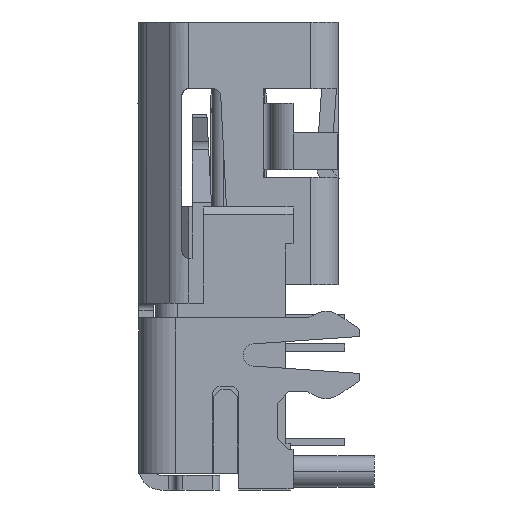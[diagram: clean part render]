
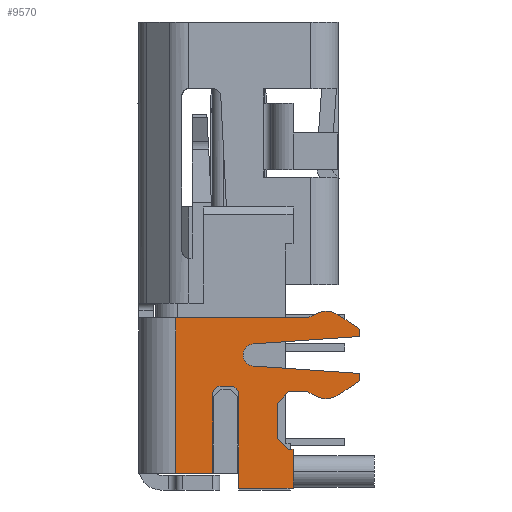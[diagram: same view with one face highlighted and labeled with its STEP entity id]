
A CAD part, left-side view. The second image highlights one B-rep face of the part: STEP entity #9570.
In plain terms, the highlighted planar face has unit normal (-1, 0, 0).
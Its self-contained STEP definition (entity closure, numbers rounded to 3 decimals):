
#903=DIRECTION('',(0.,1.,0.));
#904=VECTOR('',#903,3.57);
#905=CARTESIAN_POINT('',(-5.7,-1.87,-8.));
#906=LINE('',#905,#904);
#1151=DIRECTION('',(0.,-1.,0.));
#1152=VECTOR('',#1151,1.);
#1153=CARTESIAN_POINT('',(-5.7,1.7,-12.2));
#1154=LINE('',#1153,#1152);
#1155=DIRECTION('',(0.,-0.893,0.45));
#1156=VECTOR('',#1155,0.258);
#1157=CARTESIAN_POINT('',(-5.7,-1.87,-8.));
#1158=LINE('',#1157,#1156);
#1159=CARTESIAN_POINT('',(-5.7,-2.37,-8.42));
#1160=DIRECTION('',(1.,0.,0.));
#1161=DIRECTION('',(0.,0.45,0.893));
#1162=AXIS2_PLACEMENT_3D('',#1159,#1160,#1161);
#1164=DIRECTION('',(0.,-0.831,-0.556));
#1165=VECTOR('',#1164,0.681);
#1166=CARTESIAN_POINT('',(-5.7,-2.703,-7.921));
#1167=LINE('',#1166,#1165);
#1168=DIRECTION('',(0.,0.,-1.));
#1169=VECTOR('',#1168,0.2);
#1170=CARTESIAN_POINT('',(-5.7,-3.27,-8.3));
#1171=LINE('',#1170,#1169);
#1172=DIRECTION('',(0.,0.998,-0.07));
#1173=VECTOR('',#1172,2.878);
#1174=CARTESIAN_POINT('',(-5.7,-3.27,-8.5));
#1175=LINE('',#1174,#1173);
#1176=CARTESIAN_POINT('',(-5.7,-0.42,-9.));
#1177=DIRECTION('',(-1.,0.,0.));
#1178=DIRECTION('',(0.,0.07,0.998));
#1179=AXIS2_PLACEMENT_3D('',#1176,#1177,#1178);
#1181=DIRECTION('',(0.,-0.998,-0.07));
#1182=VECTOR('',#1181,2.878);
#1183=CARTESIAN_POINT('',(-5.7,-0.399,-9.299));
#1184=LINE('',#1183,#1182);
#1185=DIRECTION('',(0.,0.,-1.));
#1186=VECTOR('',#1185,0.2);
#1187=CARTESIAN_POINT('',(-5.7,-3.27,-9.5));
#1188=LINE('',#1187,#1186);
#1189=DIRECTION('',(0.,0.831,-0.556));
#1190=VECTOR('',#1189,0.681);
#1191=CARTESIAN_POINT('',(-5.7,-3.27,-9.7));
#1192=LINE('',#1191,#1190);
#1193=CARTESIAN_POINT('',(-5.7,-2.37,-9.58));
#1194=DIRECTION('',(1.,0.,0.));
#1195=DIRECTION('',(0.,-0.556,-0.831));
#1196=AXIS2_PLACEMENT_3D('',#1193,#1194,#1195);
#1198=DIRECTION('',(0.,0.893,0.45));
#1199=VECTOR('',#1198,0.258);
#1200=CARTESIAN_POINT('',(-5.7,-2.1,-10.116));
#1201=LINE('',#1200,#1199);
#1202=DIRECTION('',(0.,1.,0.));
#1203=VECTOR('',#1202,0.52);
#1204=CARTESIAN_POINT('',(-5.7,-1.87,-10.));
#1205=LINE('',#1204,#1203);
#1206=DIRECTION('',(0.,0.707,-0.707));
#1207=VECTOR('',#1206,0.424);
#1208=CARTESIAN_POINT('',(-5.7,-1.35,-10.));
#1209=LINE('',#1208,#1207);
#1210=DIRECTION('',(0.,0.,-1.));
#1211=VECTOR('',#1210,0.95);
#1212=CARTESIAN_POINT('',(-5.7,-1.05,-10.3));
#1213=LINE('',#1212,#1211);
#1214=DIRECTION('',(0.,-0.707,-0.707));
#1215=VECTOR('',#1214,0.424);
#1216=CARTESIAN_POINT('',(-5.7,-1.05,-11.25));
#1217=LINE('',#1216,#1215);
#1218=DIRECTION('',(0.,-1.,0.));
#1219=VECTOR('',#1218,0.12);
#1220=CARTESIAN_POINT('',(-5.7,-1.35,-11.55));
#1221=LINE('',#1220,#1219);
#1222=DIRECTION('',(0.,0.,-1.));
#1223=VECTOR('',#1222,1.05);
#1224=CARTESIAN_POINT('',(-5.7,-1.47,-11.55));
#1225=LINE('',#1224,#1223);
#1226=DIRECTION('',(0.,0.,1.));
#1227=VECTOR('',#1226,2.55);
#1228=CARTESIAN_POINT('',(-5.7,0.,-12.6));
#1229=LINE('',#1228,#1227);
#1230=CARTESIAN_POINT('',(-5.7,0.2,-10.05));
#1231=DIRECTION('',(1.,0.,0.));
#1232=DIRECTION('',(0.,0.,1.));
#1233=AXIS2_PLACEMENT_3D('',#1230,#1231,#1232);
#1235=DIRECTION('',(0.,-1.,0.));
#1236=VECTOR('',#1235,0.3);
#1237=CARTESIAN_POINT('',(-5.7,0.5,-9.85));
#1238=LINE('',#1237,#1236);
#1239=CARTESIAN_POINT('',(-5.7,0.5,-10.05));
#1240=DIRECTION('',(1.,0.,0.));
#1241=DIRECTION('',(0.,1.,0.));
#1242=AXIS2_PLACEMENT_3D('',#1239,#1240,#1241);
#1244=DIRECTION('',(0.,0.,1.));
#1245=VECTOR('',#1244,2.15);
#1246=CARTESIAN_POINT('',(-5.7,0.7,-12.2));
#1247=LINE('',#1246,#1245);
#1253=DIRECTION('',(0.,0.,-1.));
#1254=VECTOR('',#1253,4.2);
#1255=CARTESIAN_POINT('',(-5.7,1.7,-8.));
#1256=LINE('',#1255,#1254);
#1341=DIRECTION('',(0.,-1.,0.));
#1342=VECTOR('',#1341,1.47);
#1343=CARTESIAN_POINT('',(-5.7,0.,-12.6));
#1344=LINE('',#1343,#1342);
#6520=CARTESIAN_POINT('',(-5.7,1.7,-8.));
#6522=VERTEX_POINT('',#6520);
#6612=CARTESIAN_POINT('',(-5.7,-1.87,-8.));
#6613=CARTESIAN_POINT('',(-5.7,-2.1,-7.884));
#6614=VERTEX_POINT('',#6612);
#6615=VERTEX_POINT('',#6613);
#6616=CARTESIAN_POINT('',(-5.7,-2.703,-7.921));
#6617=VERTEX_POINT('',#6616);
#6618=CARTESIAN_POINT('',(-5.7,-3.27,-8.3));
#6619=VERTEX_POINT('',#6618);
#6620=CARTESIAN_POINT('',(-5.7,-3.27,-8.5));
#6621=VERTEX_POINT('',#6620);
#6622=CARTESIAN_POINT('',(-5.7,-0.399,-8.701));
#6623=VERTEX_POINT('',#6622);
#6624=CARTESIAN_POINT('',(-5.7,-0.399,-9.299));
#6625=VERTEX_POINT('',#6624);
#6626=CARTESIAN_POINT('',(-5.7,-3.27,-9.5));
#6627=VERTEX_POINT('',#6626);
#6628=CARTESIAN_POINT('',(-5.7,-3.27,-9.7));
#6629=VERTEX_POINT('',#6628);
#6630=CARTESIAN_POINT('',(-5.7,-2.703,-10.079));
#6631=VERTEX_POINT('',#6630);
#6632=CARTESIAN_POINT('',(-5.7,-2.1,-10.116));
#6633=VERTEX_POINT('',#6632);
#6634=CARTESIAN_POINT('',(-5.7,-1.87,-10.));
#6635=VERTEX_POINT('',#6634);
#6636=CARTESIAN_POINT('',(-5.7,-1.35,-10.));
#6637=VERTEX_POINT('',#6636);
#6638=CARTESIAN_POINT('',(-5.7,-1.05,-10.3));
#6639=VERTEX_POINT('',#6638);
#6640=CARTESIAN_POINT('',(-5.7,-1.05,-11.25));
#6641=VERTEX_POINT('',#6640);
#6642=CARTESIAN_POINT('',(-5.7,-1.35,-11.55));
#6643=VERTEX_POINT('',#6642);
#6644=CARTESIAN_POINT('',(-5.7,-1.47,-11.55));
#6645=VERTEX_POINT('',#6644);
#6646=CARTESIAN_POINT('',(-5.7,-1.47,-12.6));
#6647=VERTEX_POINT('',#6646);
#6727=CARTESIAN_POINT('',(-5.7,0.,-12.6));
#6729=VERTEX_POINT('',#6727);
#6744=CARTESIAN_POINT('',(-5.7,1.7,-12.2));
#6745=CARTESIAN_POINT('',(-5.7,0.7,-12.2));
#6746=VERTEX_POINT('',#6744);
#6747=VERTEX_POINT('',#6745);
#6748=CARTESIAN_POINT('',(-5.7,0.7,-10.05));
#6749=VERTEX_POINT('',#6748);
#6750=CARTESIAN_POINT('',(-5.7,0.5,-9.85));
#6751=VERTEX_POINT('',#6750);
#6752=CARTESIAN_POINT('',(-5.7,0.2,-9.85));
#6753=VERTEX_POINT('',#6752);
#6754=CARTESIAN_POINT('',(-5.7,0.,-10.05));
#6755=VERTEX_POINT('',#6754);
#9515=CARTESIAN_POINT('',(-5.7,0.,-8.));
#9516=DIRECTION('',(-1.,0.,0.));
#9517=DIRECTION('',(0.,1.,0.));
#9518=AXIS2_PLACEMENT_3D('',#9515,#9516,#9517);
#9519=PLANE('',#9518);
#9520=ORIENTED_EDGE('',*,*,#9275,.F.);
#9522=ORIENTED_EDGE('',*,*,#9521,.F.);
#9523=ORIENTED_EDGE('',*,*,#9330,.F.);
#9525=ORIENTED_EDGE('',*,*,#9524,.T.);
#9527=ORIENTED_EDGE('',*,*,#9526,.T.);
#9529=ORIENTED_EDGE('',*,*,#9528,.T.);
#9531=ORIENTED_EDGE('',*,*,#9530,.T.);
#9533=ORIENTED_EDGE('',*,*,#9532,.T.);
#9535=ORIENTED_EDGE('',*,*,#9534,.T.);
#9537=ORIENTED_EDGE('',*,*,#9536,.T.);
#9539=ORIENTED_EDGE('',*,*,#9538,.T.);
#9541=ORIENTED_EDGE('',*,*,#9540,.T.);
#9543=ORIENTED_EDGE('',*,*,#9542,.T.);
#9545=ORIENTED_EDGE('',*,*,#9544,.T.);
#9547=ORIENTED_EDGE('',*,*,#9546,.T.);
#9549=ORIENTED_EDGE('',*,*,#9548,.T.);
#9551=ORIENTED_EDGE('',*,*,#9550,.T.);
#9553=ORIENTED_EDGE('',*,*,#9552,.T.);
#9555=ORIENTED_EDGE('',*,*,#9554,.T.);
#9557=ORIENTED_EDGE('',*,*,#9556,.T.);
#9559=ORIENTED_EDGE('',*,*,#9558,.F.);
#9561=ORIENTED_EDGE('',*,*,#9560,.T.);
#9563=ORIENTED_EDGE('',*,*,#9562,.F.);
#9565=ORIENTED_EDGE('',*,*,#9564,.F.);
#9566=ORIENTED_EDGE('',*,*,#9494,.F.);
#9567=ORIENTED_EDGE('',*,*,#9409,.F.);
#9568=EDGE_LOOP('',(#9520,#9522,#9523,#9525,#9527,#9529,#9531,#9533,#9535,#9537,
#9539,#9541,#9543,#9545,#9547,#9549,#9551,#9553,#9555,#9557,#9559,#9561,#9563,
#9565,#9566,#9567));
#9569=FACE_OUTER_BOUND('',#9568,.F.);
#1163=CIRCLE('',#1162,0.6);
#1180=CIRCLE('',#1179,0.3);
#1197=CIRCLE('',#1196,0.6);
#1234=CIRCLE('',#1233,0.2);
#1243=CIRCLE('',#1242,0.2);
#9275=EDGE_CURVE('',#6746,#6747,#1154,.T.);
#9330=EDGE_CURVE('',#6614,#6522,#906,.T.);
#9409=EDGE_CURVE('',#6747,#6749,#1247,.T.);
#9494=EDGE_CURVE('',#6749,#6751,#1243,.T.);
#9521=EDGE_CURVE('',#6522,#6746,#1256,.T.);
#9524=EDGE_CURVE('',#6614,#6615,#1158,.T.);
#9526=EDGE_CURVE('',#6615,#6617,#1163,.T.);
#9528=EDGE_CURVE('',#6617,#6619,#1167,.T.);
#9530=EDGE_CURVE('',#6619,#6621,#1171,.T.);
#9532=EDGE_CURVE('',#6621,#6623,#1175,.T.);
#9534=EDGE_CURVE('',#6623,#6625,#1180,.T.);
#9536=EDGE_CURVE('',#6625,#6627,#1184,.T.);
#9538=EDGE_CURVE('',#6627,#6629,#1188,.T.);
#9540=EDGE_CURVE('',#6629,#6631,#1192,.T.);
#9542=EDGE_CURVE('',#6631,#6633,#1197,.T.);
#9544=EDGE_CURVE('',#6633,#6635,#1201,.T.);
#9546=EDGE_CURVE('',#6635,#6637,#1205,.T.);
#9548=EDGE_CURVE('',#6637,#6639,#1209,.T.);
#9550=EDGE_CURVE('',#6639,#6641,#1213,.T.);
#9552=EDGE_CURVE('',#6641,#6643,#1217,.T.);
#9554=EDGE_CURVE('',#6643,#6645,#1221,.T.);
#9556=EDGE_CURVE('',#6645,#6647,#1225,.T.);
#9558=EDGE_CURVE('',#6729,#6647,#1344,.T.);
#9560=EDGE_CURVE('',#6729,#6755,#1229,.T.);
#9562=EDGE_CURVE('',#6753,#6755,#1234,.T.);
#9564=EDGE_CURVE('',#6751,#6753,#1238,.T.);
#9570=ADVANCED_FACE('',(#9569),#9519,.T.);
